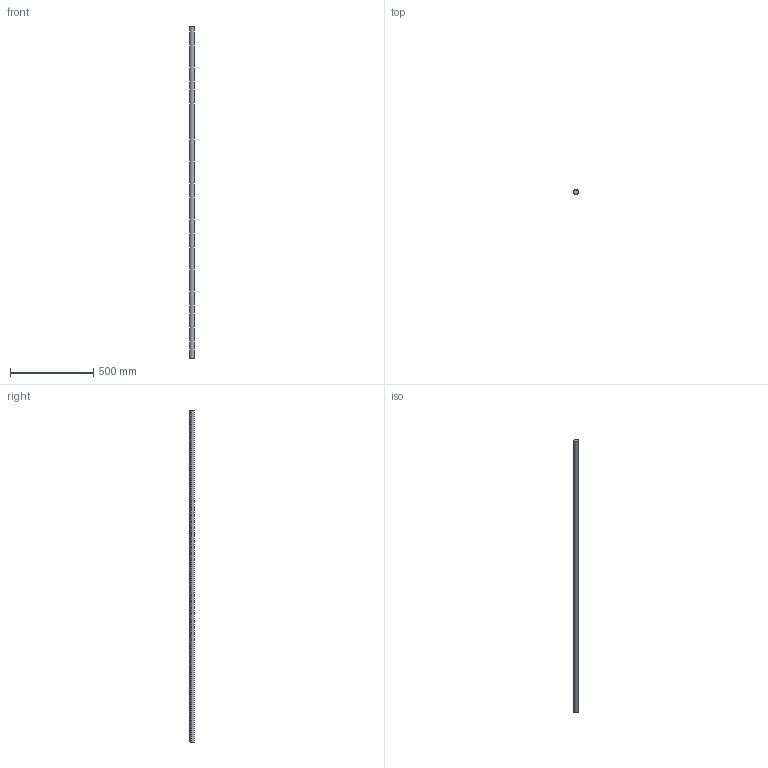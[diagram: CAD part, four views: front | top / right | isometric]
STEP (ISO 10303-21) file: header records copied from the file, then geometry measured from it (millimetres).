
FILE_DESCRIPTION (( 'STEP AP214' ), '1' );
FILE_NAME ('141-430-200.STEP', '2024-10-29T14:17:51', ( '' ), ( '' ), 'SwSTEP 2.0', 'SolidWorks 2021', '' );
FILE_SCHEMA (( 'AUTOMOTIVE_DESIGN' ));
Length unit declared in the file: millimetre
Products named in the file (1): 141-430-200
Bounding box: 30 x 29.97 x 1997.4 mm (x, y, z)
Volume: 1311217.6 mm3; surface area: 220966.3 mm2
Topology: 1 solids, 1 shells, 641 faces, 1284 edges, 856 vertices
Faces by surface type: plane 639, cylinder 2
Entity records: 16298 total; most frequent: CARTESIAN_POINT 4054, ORIENTED_EDGE 2568, DIRECTION 2150, EDGE_CURVE 1284, VERTEX_POINT 856, VECTOR 854, LINE 854, EDGE_LOOP 852
